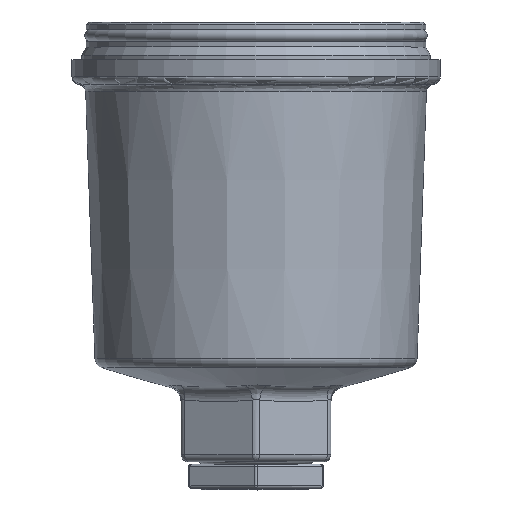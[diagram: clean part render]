
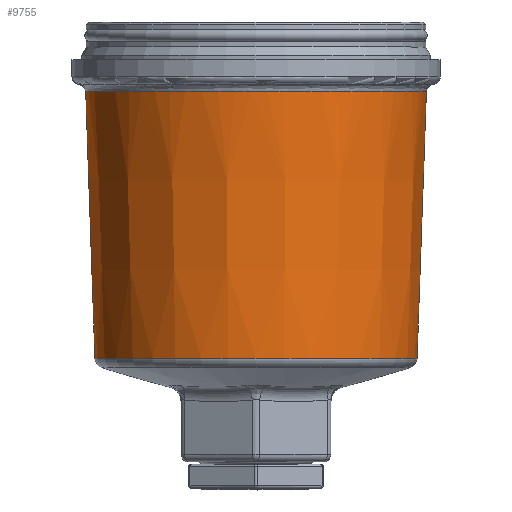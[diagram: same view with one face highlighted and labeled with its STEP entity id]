
A CAD part, top view. The second image highlights one B-rep face of the part: STEP entity #9755.
In plain terms, the highlighted conical face has half-angle 2 degrees and reference radius 50.87 mm.
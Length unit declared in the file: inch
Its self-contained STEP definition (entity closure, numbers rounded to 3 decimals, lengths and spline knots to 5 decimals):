
#704=FACE_OUTER_BOUND('',#1276,.T.);
#1276=EDGE_LOOP('',(#6921,#6922,#6923,#6924,#6925,#6926));
#1897=CIRCLE('',#10469,1.94638);
#1899=CIRCLE('',#10471,1.94638);
#1900=CIRCLE('',#10472,1.94638);
#2047=B_SPLINE_CURVE_WITH_KNOTS('',3,(#14080,#14081,#14082,#14083,#14084,
#14085,#14086,#14087,#14088,#14089,#14090,#14091,#14092,#14093,#14094,#14095,
#14096,#14097,#14098,#14099,#14100,#14101,#14102,#14103,#14104,#14105,#14106,
#14107,#14108,#14109,#14110,#14111,#14112,#14113,#14114,#14115,#14116,#14117,
#14118,#14119,#14120,#14121),.UNSPECIFIED.,.T.,.F.,(4,1,1,1,1,1,1,1,1,1,
1,1,1,1,1,1,1,1,1,1,1,1,1,1,1,1,1,1,1,1,1,1,1,1,1,1,1,1,1,4),(-68.17886,
-67.26575,-66.96138,-65.7439,-64.52642,-64.37424,
-63.91768,-63.30894,-62.09146,-61.78709,
-61.68564,-60.06233,-59.25068,-58.43903,
-58.23611,-57.62737,-56.81572,-56.00407,
-55.80115,-55.19241,-53.56911,-52.75745,
-51.13415,-50.32249,-49.51084,-48.69919,
-47.07588,-46.26423,-45.45258,-43.82927,
-43.01762,-42.20596,-40.58266,-39.771,
-38.95935,-37.74187,-36.52439,-35.91565,
-35.30691,-34.08943),.UNSPECIFIED.);
#2470=LINE('',#14122,#3374);
#3374=VECTOR('',#11160,2.00276);
#4314=VERTEX_POINT('',#14071);
#4315=VERTEX_POINT('',#14072);
#4316=VERTEX_POINT('',#14075);
#4317=VERTEX_POINT('',#14079);
#5336=EDGE_CURVE('',#4314,#4315,#1897,.T.);
#5338=EDGE_CURVE('',#4315,#4316,#1899,.T.);
#5339=EDGE_CURVE('',#4316,#4314,#1900,.T.);
#5340=EDGE_CURVE('',#4317,#4317,#2047,.T.);
#5341=EDGE_CURVE('',#4317,#4316,#2470,.T.);
#6921=ORIENTED_EDGE('',*,*,#5340,.F.);
#6922=ORIENTED_EDGE('',*,*,#5341,.T.);
#6923=ORIENTED_EDGE('',*,*,#5338,.F.);
#6924=ORIENTED_EDGE('',*,*,#5336,.F.);
#6925=ORIENTED_EDGE('',*,*,#5339,.F.);
#6926=ORIENTED_EDGE('',*,*,#5341,.F.);
#9693=CONICAL_SURFACE('',#10473,2.00276,0.035);
#9755=ADVANCED_FACE('',(#704),#9693,.T.);
#10469=AXIS2_PLACEMENT_3D('',#14073,#11150,#11151);
#10471=AXIS2_PLACEMENT_3D('',#14076,#11154,#11155);
#10472=AXIS2_PLACEMENT_3D('',#14077,#11156,#11157);
#10473=AXIS2_PLACEMENT_3D('',#14078,#11158,#11159);
#11150=DIRECTION('center_axis',(0.,-1.,0.));
#11151=DIRECTION('ref_axis',(1.,0.,0.));
#11154=DIRECTION('center_axis',(0.,-1.,0.));
#11155=DIRECTION('ref_axis',(1.,0.,0.));
#11156=DIRECTION('center_axis',(0.,-1.,0.));
#11157=DIRECTION('ref_axis',(1.,0.,0.));
#11158=DIRECTION('center_axis',(0.,1.,0.));
#11159=DIRECTION('ref_axis',(-1.,0.,0.));
#11160=DIRECTION('',(-0.035,-0.999,0.));
#14071=CARTESIAN_POINT('',(-1.94638,-4.06081,0.));
#14072=CARTESIAN_POINT('',(0.,-4.06081,-1.94638));
#14073=CARTESIAN_POINT('Origin',(0.,-4.06081,0.));
#14075=CARTESIAN_POINT('',(1.94638,-4.06081,0.));
#14076=CARTESIAN_POINT('Origin',(0.,-4.06081,0.));
#14077=CARTESIAN_POINT('Origin',(0.,-4.06081,0.));
#14078=CARTESIAN_POINT('Origin',(0.,-2.4465,0.));
#14079=CARTESIAN_POINT('',(2.05899,-0.83632,0.));
#14080=CARTESIAN_POINT('Ctrl Pts',(2.05899,-0.83632,0.));
#14081=CARTESIAN_POINT('Ctrl Pts',(2.05899,-0.83632,-0.11482));
#14082=CARTESIAN_POINT('Ctrl Pts',(2.04611,-0.83632,-0.26858));
#14083=CARTESIAN_POINT('Ctrl Pts',(1.98639,-0.83632,-0.56954));
#14084=CARTESIAN_POINT('Ctrl Pts',(1.87249,-0.83632,
-0.8971));
#14085=CARTESIAN_POINT('Ctrl Pts',(1.6978,-0.83632,-1.17648));
#14086=CARTESIAN_POINT('Ctrl Pts',(1.55084,-0.83632,
-1.35618));
#14087=CARTESIAN_POINT('Ctrl Pts',(1.44665,-0.83632,-1.46974));
#14088=CARTESIAN_POINT('Ctrl Pts',(1.23262,-0.83632,-1.6618));
#14089=CARTESIAN_POINT('Ctrl Pts',(1.00177,-0.83632,-1.80767));
#14090=CARTESIAN_POINT('Ctrl Pts',(0.81417,-0.83632,
-1.89169));
#14091=CARTESIAN_POINT('Ctrl Pts',(0.57796,-0.83632,
-1.98769));
#14092=CARTESIAN_POINT('Ctrl Pts',(0.25933,-0.83632,
-2.06072));
#14093=CARTESIAN_POINT('Ctrl Pts',(-0.15124,-0.83632,
-2.06105));
#14094=CARTESIAN_POINT('Ctrl Pts',(-0.38019,-0.83632,
-2.02703));
#14095=CARTESIAN_POINT('Ctrl Pts',(-0.58068,-0.83632,
-1.9776));
#14096=CARTESIAN_POINT('Ctrl Pts',(-0.77628,-0.83632,
-1.91341));
#14097=CARTESIAN_POINT('Ctrl Pts',(-1.03013,-0.83632,
-1.79156));
#14098=CARTESIAN_POINT('Ctrl Pts',(-1.22285,-0.83632,
-1.66085));
#14099=CARTESIAN_POINT('Ctrl Pts',(-1.38158,-0.83632,
-1.52928));
#14100=CARTESIAN_POINT('Ctrl Pts',(-1.60291,-0.83632,
-1.31741));
#14101=CARTESIAN_POINT('Ctrl Pts',(-1.82377,-0.83632,
-0.99338));
#14102=CARTESIAN_POINT('Ctrl Pts',(-2.01176,-0.83632,
-0.51658));
#14103=CARTESIAN_POINT('Ctrl Pts',(-2.07445,-0.83632,
-0.10327));
#14104=CARTESIAN_POINT('Ctrl Pts',(-2.04401,-0.83632,
0.30488));
#14105=CARTESIAN_POINT('Ctrl Pts',(-1.97497,-0.83632,
0.60872));
#14106=CARTESIAN_POINT('Ctrl Pts',(-1.82595,-0.83632,
0.98984));
#14107=CARTESIAN_POINT('Ctrl Pts',(-1.59055,-0.83632,
1.33564));
#14108=CARTESIAN_POINT('Ctrl Pts',(-1.29053,-0.83632,
1.61419));
#14109=CARTESIAN_POINT('Ctrl Pts',(-0.94816,-0.83632,
1.84797));
#14110=CARTESIAN_POINT('Ctrl Pts',(-0.56417,-0.83632,
1.99893));
#14111=CARTESIAN_POINT('Ctrl Pts',(-0.15437,-0.83632,
2.06088));
#14112=CARTESIAN_POINT('Ctrl Pts',(0.25512,-0.83632,
2.06125));
#14113=CARTESIAN_POINT('Ctrl Pts',(0.66285,-0.83632,
1.96845));
#14114=CARTESIAN_POINT('Ctrl Pts',(1.03167,-0.83632,1.79066));
#14115=CARTESIAN_POINT('Ctrl Pts',(1.3319,-0.83632,1.58628));
#14116=CARTESIAN_POINT('Ctrl Pts',(1.62194,-0.83632,
1.29617));
#14117=CARTESIAN_POINT('Ctrl Pts',(1.83014,-0.83632,
0.96558));
#14118=CARTESIAN_POINT('Ctrl Pts',(1.94704,-0.83632,
0.68237));
#14119=CARTESIAN_POINT('Ctrl Pts',(2.03314,-0.83632,0.38525));
#14120=CARTESIAN_POINT('Ctrl Pts',(2.05899,-0.83632,0.15309));
#14121=CARTESIAN_POINT('Ctrl Pts',(2.05899,-0.83632,0.));
#14122=CARTESIAN_POINT('',(2.00276,-2.4465,0.));
